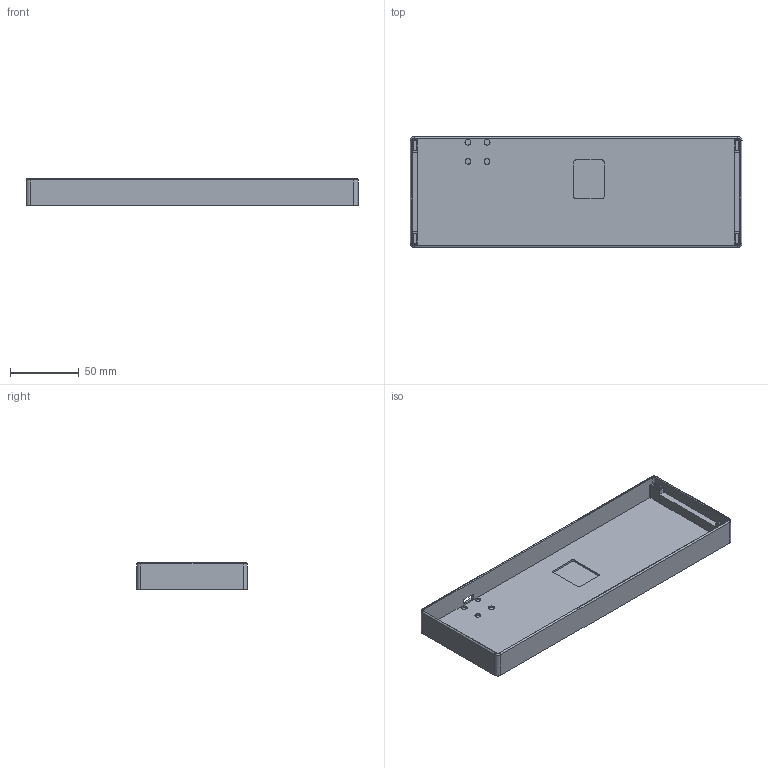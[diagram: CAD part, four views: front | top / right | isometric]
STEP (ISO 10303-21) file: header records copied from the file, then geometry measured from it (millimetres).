
FILE_DESCRIPTION(/* description */ ('KiCad electronic assembly'),/* implementation_level */ '2;1');
FILE_NAME(/* name */ 'rhyn-oc47-top_plate_3dcase_lower.step',/* time_stamp */ '2025-05-28T07:42:13+09:00',/* author */ (''),/* organization */ (''),/* preprocessor_version */ 'ST-DEVELOPER v20.1',/* originating_system */ 'Autodesk Translation Framework v14.10.0.0',/* authorisation */ '');
FILE_SCHEMA (('AUTOMOTIVE_DESIGN { 1 0 10303 214 3 1 1 }'));
Length unit declared in the file: millimetre
Products named in the file (1): rhyn-oc47-top_plate_3dcase 1
Bounding box: 241.5 x 80.5 x 19.5 mm (x, y, z)
Volume: 68643.7 mm3; surface area: 62137.9 mm2
Topology: 1 solids, 1 shells, 184 faces, 443 edges, 274 vertices
Faces by surface type: plane 88, cylinder 76, torus 13, bspline 7
Full cylindrical faces by diameter (mm): 4.203 x1, 4.212 x1, 4.262 x1, 4.273 x1
Entity records: 5496 total; most frequent: CARTESIAN_POINT 1118, DIRECTION 931, ORIENTED_EDGE 886, EDGE_CURVE 443, AXIS2_PLACEMENT_3D 322, LINE 287, VECTOR 287, VERTEX_POINT 274
